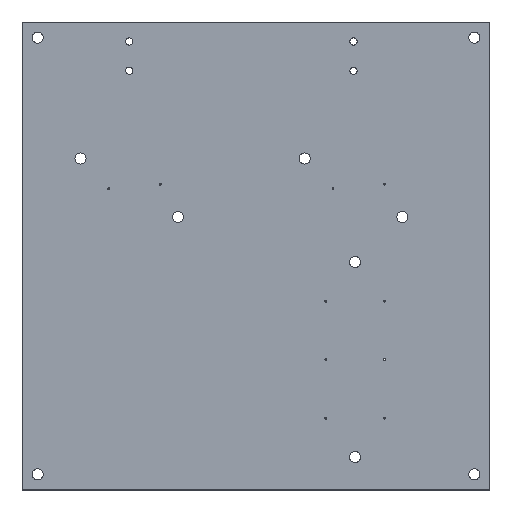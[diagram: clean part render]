
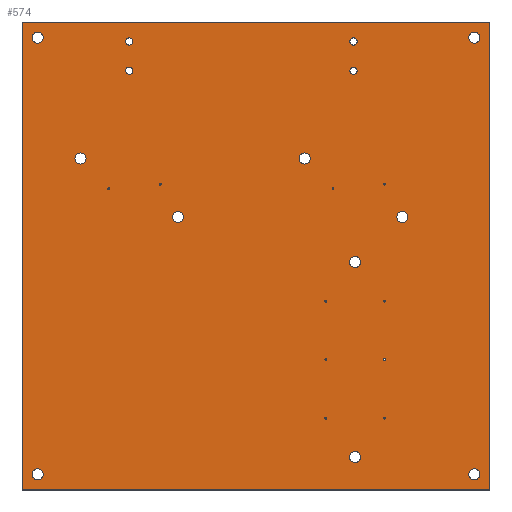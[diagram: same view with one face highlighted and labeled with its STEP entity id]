
A CAD part, top view. The second image highlights one B-rep face of the part: STEP entity #574.
In plain terms, the highlighted planar face has unit normal (0, 0, 1).
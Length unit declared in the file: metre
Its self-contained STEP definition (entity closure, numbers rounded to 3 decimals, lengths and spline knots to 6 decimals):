
#12=CIRCLE('',#601,0.00285);
#14=CIRCLE('',#604,0.0005);
#16=CIRCLE('',#607,0.0005);
#18=CIRCLE('',#610,0.0005);
#20=CIRCLE('',#613,0.0005);
#22=CIRCLE('',#616,0.0005);
#24=CIRCLE('',#619,0.0005);
#26=CIRCLE('',#622,0.00285);
#28=CIRCLE('',#625,0.00285);
#30=CIRCLE('',#628,0.00285);
#32=CIRCLE('',#631,0.00285);
#34=CIRCLE('',#634,0.00285);
#36=CIRCLE('',#637,0.00285);
#38=CIRCLE('',#640,0.00285);
#40=CIRCLE('',#643,0.00285);
#42=CIRCLE('',#647,0.00285);
#44=CIRCLE('',#650,0.00185);
#45=CIRCLE('',#651,0.00185);
#46=CIRCLE('',#652,0.00185);
#47=CIRCLE('',#653,0.00185);
#48=CIRCLE('',#654,0.0005);
#49=CIRCLE('',#655,0.0005);
#50=CIRCLE('',#656,0.0005);
#51=CIRCLE('',#657,0.0005);
#132=ORIENTED_EDGE('',*,*,#248,.T.);
#133=ORIENTED_EDGE('',*,*,#249,.T.);
#134=ORIENTED_EDGE('',*,*,#250,.T.);
#135=ORIENTED_EDGE('',*,*,#251,.T.);
#136=ORIENTED_EDGE('',*,*,#252,.F.);
#137=ORIENTED_EDGE('',*,*,#253,.F.);
#138=ORIENTED_EDGE('',*,*,#254,.F.);
#139=ORIENTED_EDGE('',*,*,#255,.F.);
#140=ORIENTED_EDGE('',*,*,#206,.F.);
#141=ORIENTED_EDGE('',*,*,#210,.T.);
#142=ORIENTED_EDGE('',*,*,#213,.T.);
#143=ORIENTED_EDGE('',*,*,#245,.F.);
#144=ORIENTED_EDGE('',*,*,#242,.F.);
#145=ORIENTED_EDGE('',*,*,#240,.F.);
#146=ORIENTED_EDGE('',*,*,#238,.F.);
#147=ORIENTED_EDGE('',*,*,#236,.F.);
#148=ORIENTED_EDGE('',*,*,#234,.F.);
#149=ORIENTED_EDGE('',*,*,#232,.F.);
#150=ORIENTED_EDGE('',*,*,#230,.F.);
#151=ORIENTED_EDGE('',*,*,#228,.F.);
#152=ORIENTED_EDGE('',*,*,#226,.F.);
#153=ORIENTED_EDGE('',*,*,#224,.F.);
#154=ORIENTED_EDGE('',*,*,#222,.F.);
#155=ORIENTED_EDGE('',*,*,#220,.F.);
#156=ORIENTED_EDGE('',*,*,#218,.F.);
#157=ORIENTED_EDGE('',*,*,#216,.F.);
#158=ORIENTED_EDGE('',*,*,#214,.F.);
#159=ORIENTED_EDGE('',*,*,#246,.F.);
#206=EDGE_CURVE('',#266,#267,#322,.T.);
#210=EDGE_CURVE('',#266,#269,#326,.T.);
#213=EDGE_CURVE('',#269,#271,#329,.T.);
#214=EDGE_CURVE('',#272,#272,#12,.T.);
#216=EDGE_CURVE('',#274,#274,#14,.T.);
#218=EDGE_CURVE('',#276,#276,#16,.T.);
#220=EDGE_CURVE('',#278,#278,#18,.T.);
#222=EDGE_CURVE('',#280,#280,#20,.T.);
#224=EDGE_CURVE('',#282,#282,#22,.T.);
#226=EDGE_CURVE('',#284,#284,#24,.T.);
#228=EDGE_CURVE('',#286,#286,#26,.T.);
#230=EDGE_CURVE('',#288,#288,#28,.T.);
#232=EDGE_CURVE('',#290,#290,#30,.T.);
#234=EDGE_CURVE('',#292,#292,#32,.T.);
#236=EDGE_CURVE('',#294,#294,#34,.T.);
#238=EDGE_CURVE('',#296,#296,#36,.T.);
#240=EDGE_CURVE('',#298,#298,#38,.T.);
#242=EDGE_CURVE('',#300,#300,#40,.T.);
#245=EDGE_CURVE('',#267,#271,#331,.T.);
#246=EDGE_CURVE('',#302,#302,#42,.T.);
#248=EDGE_CURVE('',#304,#304,#44,.F.);
#249=EDGE_CURVE('',#305,#305,#45,.F.);
#250=EDGE_CURVE('',#306,#306,#46,.F.);
#251=EDGE_CURVE('',#307,#307,#47,.F.);
#252=EDGE_CURVE('',#308,#308,#48,.T.);
#253=EDGE_CURVE('',#309,#309,#49,.T.);
#254=EDGE_CURVE('',#310,#310,#50,.T.);
#255=EDGE_CURVE('',#311,#311,#51,.T.);
#266=VERTEX_POINT('',#851);
#267=VERTEX_POINT('',#853);
#269=VERTEX_POINT('',#859);
#271=VERTEX_POINT('',#865);
#272=VERTEX_POINT('',#869);
#274=VERTEX_POINT('',#874);
#276=VERTEX_POINT('',#879);
#278=VERTEX_POINT('',#884);
#280=VERTEX_POINT('',#889);
#282=VERTEX_POINT('',#894);
#284=VERTEX_POINT('',#899);
#286=VERTEX_POINT('',#904);
#288=VERTEX_POINT('',#909);
#290=VERTEX_POINT('',#914);
#292=VERTEX_POINT('',#919);
#294=VERTEX_POINT('',#924);
#296=VERTEX_POINT('',#929);
#298=VERTEX_POINT('',#934);
#300=VERTEX_POINT('',#939);
#302=VERTEX_POINT('',#947);
#304=VERTEX_POINT('',#952);
#305=VERTEX_POINT('',#954);
#306=VERTEX_POINT('',#956);
#307=VERTEX_POINT('',#958);
#308=VERTEX_POINT('',#960);
#309=VERTEX_POINT('',#962);
#310=VERTEX_POINT('',#964);
#311=VERTEX_POINT('',#966);
#322=LINE('',#852,#334);
#326=LINE('',#860,#338);
#329=LINE('',#866,#341);
#331=LINE('',#944,#343);
#334=VECTOR('',#681,1.);
#338=VECTOR('',#687,1.);
#341=VECTOR('',#692,1.);
#343=VECTOR('',#786,1.);
#380=EDGE_LOOP('',(#132));
#381=EDGE_LOOP('',(#133));
#382=EDGE_LOOP('',(#134));
#383=EDGE_LOOP('',(#135));
#384=EDGE_LOOP('',(#136));
#385=EDGE_LOOP('',(#137));
#386=EDGE_LOOP('',(#138));
#387=EDGE_LOOP('',(#139));
#388=EDGE_LOOP('',(#140,#141,#142,#143));
#389=EDGE_LOOP('',(#144));
#390=EDGE_LOOP('',(#145));
#391=EDGE_LOOP('',(#146));
#392=EDGE_LOOP('',(#147));
#393=EDGE_LOOP('',(#148));
#394=EDGE_LOOP('',(#149));
#395=EDGE_LOOP('',(#150));
#396=EDGE_LOOP('',(#151));
#397=EDGE_LOOP('',(#152));
#398=EDGE_LOOP('',(#153));
#399=EDGE_LOOP('',(#154));
#400=EDGE_LOOP('',(#155));
#401=EDGE_LOOP('',(#156));
#402=EDGE_LOOP('',(#157));
#403=EDGE_LOOP('',(#158));
#404=EDGE_LOOP('',(#159));
#482=FACE_BOUND('',#380,.T.);
#483=FACE_BOUND('',#381,.T.);
#484=FACE_BOUND('',#382,.T.);
#485=FACE_BOUND('',#383,.T.);
#486=FACE_BOUND('',#384,.T.);
#487=FACE_BOUND('',#385,.T.);
#488=FACE_BOUND('',#386,.T.);
#489=FACE_BOUND('',#387,.T.);
#490=FACE_BOUND('',#388,.T.);
#491=FACE_BOUND('',#389,.T.);
#492=FACE_BOUND('',#390,.T.);
#493=FACE_BOUND('',#391,.T.);
#494=FACE_BOUND('',#392,.T.);
#495=FACE_BOUND('',#393,.T.);
#496=FACE_BOUND('',#394,.T.);
#497=FACE_BOUND('',#395,.T.);
#498=FACE_BOUND('',#396,.T.);
#499=FACE_BOUND('',#397,.T.);
#500=FACE_BOUND('',#398,.T.);
#501=FACE_BOUND('',#399,.T.);
#502=FACE_BOUND('',#400,.T.);
#503=FACE_BOUND('',#401,.T.);
#504=FACE_BOUND('',#402,.T.);
#505=FACE_BOUND('',#403,.T.);
#506=FACE_BOUND('',#404,.T.);
#552=PLANE('',#649);
#574=ADVANCED_FACE('',(#482,#483,#484,#485,#486,#487,#488,#489,#490,#491,
#492,#493,#494,#495,#496,#497,#498,#499,#500,#501,#502,#503,#504,#505,#506),
#552,.T.);
#601=AXIS2_PLACEMENT_3D('',#868,#695,#696);
#604=AXIS2_PLACEMENT_3D('',#873,#701,#702);
#607=AXIS2_PLACEMENT_3D('',#878,#707,#708);
#610=AXIS2_PLACEMENT_3D('',#883,#713,#714);
#613=AXIS2_PLACEMENT_3D('',#888,#719,#720);
#616=AXIS2_PLACEMENT_3D('',#893,#725,#726);
#619=AXIS2_PLACEMENT_3D('',#898,#731,#732);
#622=AXIS2_PLACEMENT_3D('',#903,#737,#738);
#625=AXIS2_PLACEMENT_3D('',#908,#743,#744);
#628=AXIS2_PLACEMENT_3D('',#913,#749,#750);
#631=AXIS2_PLACEMENT_3D('',#918,#755,#756);
#634=AXIS2_PLACEMENT_3D('',#923,#761,#762);
#637=AXIS2_PLACEMENT_3D('',#928,#767,#768);
#640=AXIS2_PLACEMENT_3D('',#933,#773,#774);
#643=AXIS2_PLACEMENT_3D('',#938,#779,#780);
#647=AXIS2_PLACEMENT_3D('',#946,#789,#790);
#649=AXIS2_PLACEMENT_3D('',#950,#793,#794);
#650=AXIS2_PLACEMENT_3D('',#951,#795,#796);
#651=AXIS2_PLACEMENT_3D('',#953,#797,#798);
#652=AXIS2_PLACEMENT_3D('',#955,#799,#800);
#653=AXIS2_PLACEMENT_3D('',#957,#801,#802);
#654=AXIS2_PLACEMENT_3D('',#959,#803,#804);
#655=AXIS2_PLACEMENT_3D('',#961,#805,#806);
#656=AXIS2_PLACEMENT_3D('',#963,#807,#808);
#657=AXIS2_PLACEMENT_3D('',#965,#809,#810);
#681=DIRECTION('',(0.,-1.,0.));
#687=DIRECTION('',(-1.,0.,0.));
#692=DIRECTION('',(0.,-1.,0.));
#695=DIRECTION('',(0.,0.,1.));
#696=DIRECTION('',(1.,0.,0.));
#701=DIRECTION('',(0.,0.,1.));
#702=DIRECTION('',(1.,0.,0.));
#707=DIRECTION('',(0.,0.,1.));
#708=DIRECTION('',(1.,0.,0.));
#713=DIRECTION('',(0.,0.,1.));
#714=DIRECTION('',(1.,0.,0.));
#719=DIRECTION('',(0.,0.,1.));
#720=DIRECTION('',(1.,0.,0.));
#725=DIRECTION('',(0.,0.,1.));
#726=DIRECTION('',(1.,0.,0.));
#731=DIRECTION('',(0.,0.,1.));
#732=DIRECTION('',(1.,0.,0.));
#737=DIRECTION('',(0.,0.,1.));
#738=DIRECTION('',(1.,0.,0.));
#743=DIRECTION('',(0.,0.,1.));
#744=DIRECTION('',(1.,0.,0.));
#749=DIRECTION('',(0.,0.,1.));
#750=DIRECTION('',(1.,0.,0.));
#755=DIRECTION('',(0.,0.,1.));
#756=DIRECTION('',(1.,0.,0.));
#761=DIRECTION('',(0.,0.,1.));
#762=DIRECTION('',(1.,0.,0.));
#767=DIRECTION('',(0.,0.,1.));
#768=DIRECTION('',(1.,0.,0.));
#773=DIRECTION('',(0.,0.,1.));
#774=DIRECTION('',(1.,0.,0.));
#779=DIRECTION('',(0.,0.,1.));
#780=DIRECTION('',(1.,0.,0.));
#786=DIRECTION('',(-1.,0.,0.));
#789=DIRECTION('',(0.,0.,1.));
#790=DIRECTION('',(1.,0.,0.));
#793=DIRECTION('',(0.,0.,1.));
#794=DIRECTION('',(1.,0.,0.));
#795=DIRECTION('',(0.,0.,1.));
#796=DIRECTION('',(1.,0.,0.));
#797=DIRECTION('',(0.,0.,1.));
#798=DIRECTION('',(1.,0.,0.));
#799=DIRECTION('',(0.,0.,1.));
#800=DIRECTION('',(1.,0.,0.));
#801=DIRECTION('',(0.,0.,1.));
#802=DIRECTION('',(1.,0.,0.));
#803=DIRECTION('',(0.,0.,1.));
#804=DIRECTION('',(1.,0.,0.));
#805=DIRECTION('',(0.,0.,1.));
#806=DIRECTION('',(1.,0.,0.));
#807=DIRECTION('',(0.,0.,1.));
#808=DIRECTION('',(1.,0.,0.));
#809=DIRECTION('',(0.,0.,1.));
#810=DIRECTION('',(1.,0.,0.));
#851=CARTESIAN_POINT('',(0.12,0.12,0.011));
#852=CARTESIAN_POINT('',(0.12,0.,0.011));
#853=CARTESIAN_POINT('',(0.12,-0.12,0.011));
#859=CARTESIAN_POINT('',(-0.12,0.12,0.011));
#860=CARTESIAN_POINT('',(0.,0.12,0.011));
#865=CARTESIAN_POINT('',(-0.12,-0.12,0.011));
#866=CARTESIAN_POINT('',(-0.12,0.,0.011));
#868=CARTESIAN_POINT('',(0.025,0.05,0.011));
#869=CARTESIAN_POINT('',(0.02785,0.05,0.011));
#873=CARTESIAN_POINT('',(0.03584,-0.083162,0.011));
#874=CARTESIAN_POINT('',(0.03634,-0.083162,0.011));
#878=CARTESIAN_POINT('',(0.06584,-0.083162,0.011));
#879=CARTESIAN_POINT('',(0.06634,-0.083162,0.011));
#883=CARTESIAN_POINT('',(0.03584,-0.053162,0.011));
#884=CARTESIAN_POINT('',(0.03634,-0.053162,0.011));
#888=CARTESIAN_POINT('',(0.06584,-0.053162,0.011));
#889=CARTESIAN_POINT('',(0.06634,-0.053162,0.011));
#893=CARTESIAN_POINT('',(0.03584,-0.023162,0.011));
#894=CARTESIAN_POINT('',(0.03634,-0.023162,0.011));
#898=CARTESIAN_POINT('',(0.06584,-0.023162,0.011));
#899=CARTESIAN_POINT('',(0.06634,-0.023162,0.011));
#903=CARTESIAN_POINT('',(0.05084,-0.103162,0.011));
#904=CARTESIAN_POINT('',(0.05369,-0.103162,0.011));
#908=CARTESIAN_POINT('',(0.05084,-0.003162,0.011));
#909=CARTESIAN_POINT('',(0.05369,-0.003162,0.011));
#913=CARTESIAN_POINT('',(-0.04,0.02,0.011));
#914=CARTESIAN_POINT('',(-0.03715,0.02,0.011));
#918=CARTESIAN_POINT('',(-0.09,0.05,0.011));
#919=CARTESIAN_POINT('',(-0.08715,0.05,0.011));
#923=CARTESIAN_POINT('',(-0.112,-0.112,0.011));
#924=CARTESIAN_POINT('',(-0.10915,-0.112,0.011));
#928=CARTESIAN_POINT('',(-0.112,0.112,0.011));
#929=CARTESIAN_POINT('',(-0.10915,0.112,0.011));
#933=CARTESIAN_POINT('',(0.112,0.112,0.011));
#934=CARTESIAN_POINT('',(0.11485,0.112,0.011));
#938=CARTESIAN_POINT('',(0.112,-0.112,0.011));
#939=CARTESIAN_POINT('',(0.11485,-0.112,0.011));
#944=CARTESIAN_POINT('',(0.,-0.12,0.011));
#946=CARTESIAN_POINT('',(0.075,0.02,0.011));
#947=CARTESIAN_POINT('',(0.07785,0.02,0.011));
#950=CARTESIAN_POINT('',(0.,0.,0.011));
#951=CARTESIAN_POINT('',(0.05,0.11,0.011));
#952=CARTESIAN_POINT('',(0.05185,0.11,0.011));
#953=CARTESIAN_POINT('',(0.05,0.095,0.011));
#954=CARTESIAN_POINT('',(0.05185,0.095,0.011));
#955=CARTESIAN_POINT('',(-0.065,0.11,0.011));
#956=CARTESIAN_POINT('',(-0.06315,0.11,0.011));
#957=CARTESIAN_POINT('',(-0.065,0.095,0.011));
#958=CARTESIAN_POINT('',(-0.06315,0.095,0.011));
#959=CARTESIAN_POINT('',(-0.0755,0.0345,0.011));
#960=CARTESIAN_POINT('',(-0.075,0.0345,0.011));
#961=CARTESIAN_POINT('',(-0.04916,0.036838,0.011));
#962=CARTESIAN_POINT('',(-0.04866,0.036838,0.011));
#963=CARTESIAN_POINT('',(0.0395,0.0345,0.011));
#964=CARTESIAN_POINT('',(0.04,0.0345,0.011));
#965=CARTESIAN_POINT('',(0.06584,0.036838,0.011));
#966=CARTESIAN_POINT('',(0.06634,0.036838,0.011));
